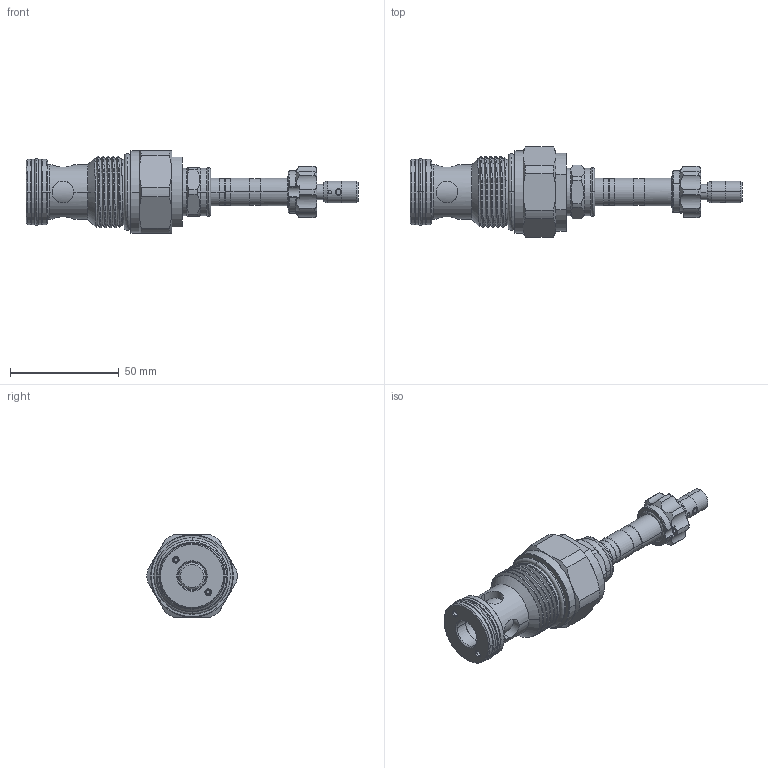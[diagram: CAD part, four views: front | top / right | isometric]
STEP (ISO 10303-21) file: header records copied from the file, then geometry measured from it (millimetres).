
FILE_DESCRIPTION (( 'STEP AP203' ), '1' );
FILE_NAME ('EP21E2A01T95.STEP', '2020-03-30T01:30:19', ( '' ), ( '' ), 'SwSTEP 2.0', 'SolidWorks 2018', '' );
FILE_SCHEMA (( 'CONFIG_CONTROL_DESIGN' ));
Length unit declared in the file: millimetre
Products named in the file (1): EP21E2A01T95
Bounding box: 152.75 x 41.49 x 38 mm (x, y, z)
Volume: 71358.1 mm3; surface area: 19585.2 mm2
Topology: 6 solids, 6 shells, 298 faces, 681 edges, 418 vertices
Faces by surface type: cylinder 143, cone 66, plane 46, torus 38, bspline 3, sphere 2
Entity records: 12535 total; most frequent: CARTESIAN_POINT 5778, DIRECTION 1454, ORIENTED_EDGE 1362, EDGE_CURVE 681, AXIS2_PLACEMENT_3D 623, VERTEX_POINT 418, EDGE_LOOP 333, CIRCLE 327
